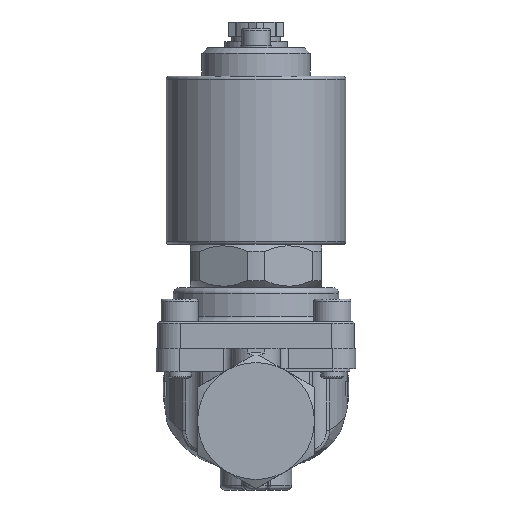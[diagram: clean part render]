
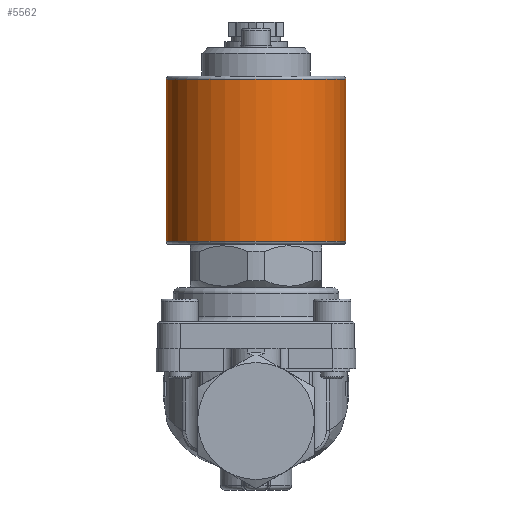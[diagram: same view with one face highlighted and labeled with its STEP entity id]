
A CAD part, front view. The second image highlights one B-rep face of the part: STEP entity #5562.
In plain terms, the highlighted cylindrical face has radius 31.5 mm (diameter 63 mm), a full revolution.
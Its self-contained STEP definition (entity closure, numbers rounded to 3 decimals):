
#142=B_SPLINE_CURVE_WITH_KNOTS('',3,(#8570,#8571,#8572,#8573,#8574,#8575),
 .UNSPECIFIED.,.F.,.F.,(4,2,4),(0.52,0.524,0.709),
 .UNSPECIFIED.);
#143=B_SPLINE_CURVE_WITH_KNOTS('',3,(#8588,#8589,#8590,#8591,#8592,#8593),
 .UNSPECIFIED.,.F.,.F.,(4,2,4),(0.692,0.877,0.881),
 .UNSPECIFIED.);
#144=B_SPLINE_CURVE_WITH_KNOTS('',3,(#8605,#8606,#8607,#8608,#8609,#8610),
 .UNSPECIFIED.,.F.,.F.,(4,2,4),(1.921,1.93,2.11),
 .UNSPECIFIED.);
#145=B_SPLINE_CURVE_WITH_KNOTS('',3,(#8623,#8624,#8625,#8626,#8627,#8628),
 .UNSPECIFIED.,.F.,.F.,(4,2,4),(2.093,2.278,2.282),
 .UNSPECIFIED.);
#315=FACE_BOUND('',#925,.T.);
#316=FACE_BOUND('',#926,.T.);
#385=CYLINDRICAL_SURFACE('',#5969,31.5);
#569=FACE_OUTER_BOUND('',#924,.T.);
#924=EDGE_LOOP('',(#4040));
#925=EDGE_LOOP('',(#4041));
#926=EDGE_LOOP('',(#4042,#4043,#4044,#4045,#4046,#4047,#4048,#4049));
#1346=LINE('',#8578,#1700);
#1352=LINE('',#8613,#1706);
#1700=VECTOR('',#6801,29.25);
#1706=VECTOR('',#6821,29.25);
#2003=CIRCLE('',#5960,31.5);
#2004=CIRCLE('',#5965,31.5);
#2005=CIRCLE('',#5970,31.5);
#2006=CIRCLE('',#5971,31.5);
#2342=VERTEX_POINT('',#8561);
#2346=VERTEX_POINT('',#8568);
#2347=VERTEX_POINT('',#8577);
#2351=VERTEX_POINT('',#8587);
#2352=VERTEX_POINT('',#8596);
#2356=VERTEX_POINT('',#8603);
#2357=VERTEX_POINT('',#8612);
#2361=VERTEX_POINT('',#8622);
#2370=VERTEX_POINT('',#8673);
#2371=VERTEX_POINT('',#8675);
#2957=EDGE_CURVE('',#2342,#2346,#142,.T.);
#2958=EDGE_CURVE('',#2347,#2342,#1346,.T.);
#2963=EDGE_CURVE('',#2351,#2347,#143,.T.);
#2969=EDGE_CURVE('',#2352,#2356,#144,.T.);
#2970=EDGE_CURVE('',#2357,#2352,#1352,.T.);
#2975=EDGE_CURVE('',#2361,#2357,#145,.T.);
#2990=EDGE_CURVE('',#2356,#2351,#2003,.T.);
#2996=EDGE_CURVE('',#2346,#2361,#2004,.T.);
#2999=EDGE_CURVE('',#2370,#2370,#2005,.T.);
#3000=EDGE_CURVE('',#2371,#2371,#2006,.T.);
#4040=ORIENTED_EDGE('',*,*,#2999,.T.);
#4041=ORIENTED_EDGE('',*,*,#3000,.F.);
#4042=ORIENTED_EDGE('',*,*,#2957,.T.);
#4043=ORIENTED_EDGE('',*,*,#2996,.T.);
#4044=ORIENTED_EDGE('',*,*,#2975,.T.);
#4045=ORIENTED_EDGE('',*,*,#2970,.T.);
#4046=ORIENTED_EDGE('',*,*,#2969,.T.);
#4047=ORIENTED_EDGE('',*,*,#2990,.T.);
#4048=ORIENTED_EDGE('',*,*,#2963,.T.);
#4049=ORIENTED_EDGE('',*,*,#2958,.T.);
#5562=ADVANCED_FACE('',(#569,#315,#316),#385,.T.);
#5960=AXIS2_PLACEMENT_3D('',#8656,#6858,#6859);
#5965=AXIS2_PLACEMENT_3D('',#8666,#6873,#6874);
#5969=AXIS2_PLACEMENT_3D('',#8672,#6883,#6884);
#5970=AXIS2_PLACEMENT_3D('',#8674,#6885,#6886);
#5971=AXIS2_PLACEMENT_3D('',#8676,#6887,#6888);
#6801=DIRECTION('',(0.,0.,-1.));
#6821=DIRECTION('',(0.,0.,1.));
#6858=DIRECTION('center_axis',(0.,0.,
1.));
#6859=DIRECTION('ref_axis',(0.,1.,0.));
#6873=DIRECTION('center_axis',(0.,0.,
-1.));
#6874=DIRECTION('ref_axis',(0.,1.,0.));
#6883=DIRECTION('center_axis',(0.,0.,
-1.));
#6884=DIRECTION('ref_axis',(0.,1.,0.));
#6885=DIRECTION('center_axis',(0.,0.,
-1.));
#6886=DIRECTION('ref_axis',(0.,1.,0.));
#6887=DIRECTION('center_axis',(0.,0.,
-1.));
#6888=DIRECTION('ref_axis',(0.,1.,0.));
#8561=CARTESIAN_POINT('',(-12.298,29.,88.075));
#8568=CARTESIAN_POINT('',(-10.5,29.698,87.7));
#8570=CARTESIAN_POINT('Ctrl Pts',(-12.298,29.,88.075));
#8571=CARTESIAN_POINT('Ctrl Pts',(-12.284,29.006,88.069));
#8572=CARTESIAN_POINT('Ctrl Pts',(-12.27,29.012,88.063));
#8573=CARTESIAN_POINT('Ctrl Pts',(-11.694,29.255,87.818));
#8574=CARTESIAN_POINT('Ctrl Pts',(-11.08,29.493,87.7));
#8575=CARTESIAN_POINT('Ctrl Pts',(-10.5,29.698,87.7));
#8577=CARTESIAN_POINT('',(-12.298,29.,117.325));
#8578=CARTESIAN_POINT('',(-12.298,29.,90.2));
#8587=CARTESIAN_POINT('',(-10.5,29.698,117.7));
#8588=CARTESIAN_POINT('Ctrl Pts',(-10.5,29.698,117.7));
#8589=CARTESIAN_POINT('Ctrl Pts',(-11.08,29.493,117.7));
#8590=CARTESIAN_POINT('Ctrl Pts',(-11.694,29.255,117.582));
#8591=CARTESIAN_POINT('Ctrl Pts',(-12.27,29.012,117.337));
#8592=CARTESIAN_POINT('Ctrl Pts',(-12.284,29.006,117.331));
#8593=CARTESIAN_POINT('Ctrl Pts',(-12.298,29.,117.325));
#8596=CARTESIAN_POINT('',(12.298,29.,117.325));
#8603=CARTESIAN_POINT('',(10.5,29.698,117.7));
#8605=CARTESIAN_POINT('Ctrl Pts',(12.298,29.,117.325));
#8606=CARTESIAN_POINT('Ctrl Pts',(12.273,29.011,117.336));
#8607=CARTESIAN_POINT('Ctrl Pts',(12.247,29.022,117.347));
#8608=CARTESIAN_POINT('Ctrl Pts',(11.668,29.265,117.587));
#8609=CARTESIAN_POINT('Ctrl Pts',(11.068,29.498,117.7));
#8610=CARTESIAN_POINT('Ctrl Pts',(10.5,29.698,117.7));
#8612=CARTESIAN_POINT('',(12.298,29.,88.075));
#8613=CARTESIAN_POINT('',(12.298,29.,90.2));
#8622=CARTESIAN_POINT('',(10.5,29.698,87.7));
#8623=CARTESIAN_POINT('Ctrl Pts',(10.5,29.698,87.7));
#8624=CARTESIAN_POINT('Ctrl Pts',(11.08,29.493,87.7));
#8625=CARTESIAN_POINT('Ctrl Pts',(11.694,29.255,87.818));
#8626=CARTESIAN_POINT('Ctrl Pts',(12.27,29.012,88.063));
#8627=CARTESIAN_POINT('Ctrl Pts',(12.284,29.006,88.069));
#8628=CARTESIAN_POINT('Ctrl Pts',(12.298,29.,88.075));
#8656=CARTESIAN_POINT('Origin',(0.,0.,
117.7));
#8666=CARTESIAN_POINT('Origin',(0.,0.,
87.7));
#8672=CARTESIAN_POINT('Origin',(0.,0.,
90.2));
#8673=CARTESIAN_POINT('',(0.,31.5,118.7));
#8674=CARTESIAN_POINT('Origin',(0.,0.,
118.7));
#8675=CARTESIAN_POINT('',(0.,31.5,61.7));
#8676=CARTESIAN_POINT('Origin',(0.,0.,
61.7));
